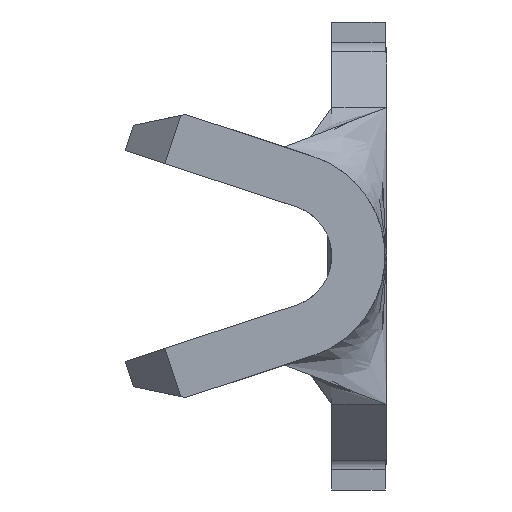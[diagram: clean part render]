
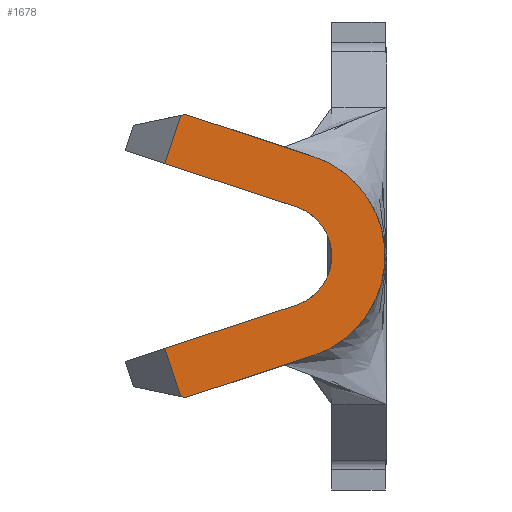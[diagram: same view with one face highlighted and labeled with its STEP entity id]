
A CAD part, left-side view. The second image highlights one B-rep face of the part: STEP entity #1678.
In plain terms, the highlighted planar face has unit normal (-1, 0, 0).
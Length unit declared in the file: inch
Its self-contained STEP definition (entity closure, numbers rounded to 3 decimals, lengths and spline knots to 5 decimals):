
#18 = LINE ( 'NONE', #6003, #5170 ) ;
#202 = CARTESIAN_POINT ( 'NONE',  ( -0.609, 0.04329, -0.05984 ) ) ;
#215 = CARTESIAN_POINT ( 'NONE',  ( -0.609, 0.063, 0. ) ) ;
#251 = ORIENTED_EDGE ( 'NONE', *, *, #2554, .F. ) ;
#306 = LINE ( 'NONE', #5098, #1504 ) ;
#364 = VECTOR ( 'NONE', #1683, 39.37008 ) ;
#547 = CIRCLE ( 'NONE', #1877, 0.063 ) ;
#577 = CARTESIAN_POINT ( 'NONE',  ( -0.609, 0.063, 0. ) ) ;
#619 = LINE ( 'NONE', #903, #3146 ) ;
#771 = FACE_OUTER_BOUND ( 'NONE', #3763, .T. ) ;
#793 = EDGE_CURVE ( 'NONE', #869, #4134, #1722, .T. ) ;
#869 = VERTEX_POINT ( 'NONE', #4668 ) ;
#903 = CARTESIAN_POINT ( 'NONE',  ( -0.609, 0.04329, -0.05984 ) ) ;
#934 = CARTESIAN_POINT ( 'NONE',  ( -0.609, 0.0533, -0.02944 ) ) ;
#974 = DIRECTION ( 'NONE',  ( 0., -0.95, 0.313 ) ) ;
#1153 = DIRECTION ( 'NONE',  ( 0., -0.979, 0.204 ) ) ;
#1203 = VERTEX_POINT ( 'NONE', #1262 ) ;
#1218 = CARTESIAN_POINT ( 'NONE',  ( -0.609, 0.12273, -0.08436 ) ) ;
#1255 = DIRECTION ( 'NONE',  ( 1., 0., 0. ) ) ;
#1262 = CARTESIAN_POINT ( 'NONE',  ( -0.609, 0.13226, -0.05546 ) ) ;
#1386 = ORIENTED_EDGE ( 'NONE', *, *, #4981, .F. ) ;
#1467 = VERTEX_POINT ( 'NONE', #5938 ) ;
#1504 = VECTOR ( 'NONE', #1153, 39.37008 ) ;
#1563 = ORIENTED_EDGE ( 'NONE', *, *, #2209, .F. ) ;
#1607 = DIRECTION ( 'NONE',  ( 0., 0.95, 0.313 ) ) ;
#1678 = ADVANCED_FACE ( 'NONE', ( #771 ), #4249, .F. ) ;
#1683 = DIRECTION ( 'NONE',  ( 0., 0.979, 0.204 ) ) ;
#1722 = LINE ( 'NONE', #2642, #2915 ) ;
#1877 = AXIS2_PLACEMENT_3D ( 'NONE', #577, #4102, #4390 ) ;
#1943 = CARTESIAN_POINT ( 'NONE',  ( -0.609, 0.0533, -0.02944 ) ) ;
#1951 = EDGE_CURVE ( 'NONE', #5094, #4572, #4226, .T. ) ;
#2209 = EDGE_CURVE ( 'NONE', #5393, #5094, #619, .T. ) ;
#2305 = ORIENTED_EDGE ( 'NONE', *, *, #1951, .F. ) ;
#2315 = EDGE_CURVE ( 'NONE', #1203, #2978, #2841, .T. ) ;
#2332 = VERTEX_POINT ( 'NONE', #4934 ) ;
#2440 = DIRECTION ( 'NONE',  ( -1., 0., 0. ) ) ;
#2549 = DIRECTION ( 'NONE',  ( 0., -0.95, -0.313 ) ) ;
#2554 = EDGE_CURVE ( 'NONE', #2978, #869, #5179, .T. ) ;
#2631 = LINE ( 'NONE', #6212, #2788 ) ;
#2642 = CARTESIAN_POINT ( 'NONE',  ( -0.609, 0.0533, 0.02944 ) ) ;
#2788 = VECTOR ( 'NONE', #4939, 39.37008 ) ;
#2841 = LINE ( 'NONE', #1943, #3847 ) ;
#2915 = VECTOR ( 'NONE', #1607, 39.37008 ) ;
#2978 = VERTEX_POINT ( 'NONE', #934 ) ;
#3146 = VECTOR ( 'NONE', #5721, 39.37008 ) ;
#3174 = AXIS2_PLACEMENT_3D ( 'NONE', #5343, #2440, #5741 ) ;
#3322 = EDGE_CURVE ( 'NONE', #1203, #4572, #18, .T. ) ;
#3411 = CARTESIAN_POINT ( 'NONE',  ( -0.609, 0.13226, 0.05546 ) ) ;
#3631 = AXIS2_PLACEMENT_3D ( 'NONE', #215, #1255, #4725 ) ;
#3674 = CARTESIAN_POINT ( 'NONE',  ( -0.609, 0.11967, 0.085 ) ) ;
#3763 = EDGE_LOOP ( 'NONE', ( #6166, #5363, #2305, #1563, #1386, #4347, #5159, #5566, #4652, #251 ) ) ;
#3847 = VECTOR ( 'NONE', #974, 39.37008 ) ;
#4029 = CARTESIAN_POINT ( 'NONE',  ( -0.609, 0.04329, 0.05984 ) ) ;
#4102 = DIRECTION ( 'NONE',  ( 1., 0., 0. ) ) ;
#4134 = VERTEX_POINT ( 'NONE', #3411 ) ;
#4226 = LINE ( 'NONE', #5139, #364 ) ;
#4249 = PLANE ( 'NONE',  #3631 ) ;
#4261 = EDGE_CURVE ( 'NONE', #2332, #4134, #2631, .T. ) ;
#4345 = EDGE_CURVE ( 'NONE', #4716, #1467, #5925, .T. ) ;
#4347 = ORIENTED_EDGE ( 'NONE', *, *, #4345, .F. ) ;
#4390 = DIRECTION ( 'NONE',  ( 0., 0., -1. ) ) ;
#4476 = EDGE_CURVE ( 'NONE', #2332, #4716, #306, .T. ) ;
#4572 = VERTEX_POINT ( 'NONE', #1218 ) ;
#4652 = ORIENTED_EDGE ( 'NONE', *, *, #793, .F. ) ;
#4668 = CARTESIAN_POINT ( 'NONE',  ( -0.609, 0.0533, 0.02944 ) ) ;
#4716 = VERTEX_POINT ( 'NONE', #3674 ) ;
#4725 = DIRECTION ( 'NONE',  ( 0., 0., -1. ) ) ;
#4922 = CARTESIAN_POINT ( 'NONE',  ( -0.609, 0.11967, -0.085 ) ) ;
#4934 = CARTESIAN_POINT ( 'NONE',  ( -0.609, 0.12273, 0.08436 ) ) ;
#4939 = DIRECTION ( 'NONE',  ( 0., 0.313, -0.95 ) ) ;
#4981 = EDGE_CURVE ( 'NONE', #1467, #5393, #547, .T. ) ;
#5094 = VERTEX_POINT ( 'NONE', #4922 ) ;
#5098 = CARTESIAN_POINT ( 'NONE',  ( -0.609, 0.15099, 0.07848 ) ) ;
#5139 = CARTESIAN_POINT ( 'NONE',  ( -0.609, 0.15099, -0.07848 ) ) ;
#5159 = ORIENTED_EDGE ( 'NONE', *, *, #4476, .F. ) ;
#5170 = VECTOR ( 'NONE', #5195, 39.37008 ) ;
#5179 = CIRCLE ( 'NONE', #3174, 0.031 ) ;
#5195 = DIRECTION ( 'NONE',  ( 0., -0.313, -0.95 ) ) ;
#5343 = CARTESIAN_POINT ( 'NONE',  ( -0.609, 0.063, 0. ) ) ;
#5363 = ORIENTED_EDGE ( 'NONE', *, *, #3322, .T. ) ;
#5393 = VERTEX_POINT ( 'NONE', #202 ) ;
#5566 = ORIENTED_EDGE ( 'NONE', *, *, #4261, .T. ) ;
#5721 = DIRECTION ( 'NONE',  ( 0., 0.95, -0.313 ) ) ;
#5741 = DIRECTION ( 'NONE',  ( 0., 0., -1. ) ) ;
#5781 = VECTOR ( 'NONE', #2549, 39.37008 ) ;
#5925 = LINE ( 'NONE', #4029, #5781 ) ;
#5938 = CARTESIAN_POINT ( 'NONE',  ( -0.609, 0.04329, 0.05984 ) ) ;
#6003 = CARTESIAN_POINT ( 'NONE',  ( -0.609, 0.14196, -0.02601 ) ) ;
#6166 = ORIENTED_EDGE ( 'NONE', *, *, #2315, .F. ) ;
#6212 = CARTESIAN_POINT ( 'NONE',  ( -0.609, 0.14196, 0.02601 ) ) ;
